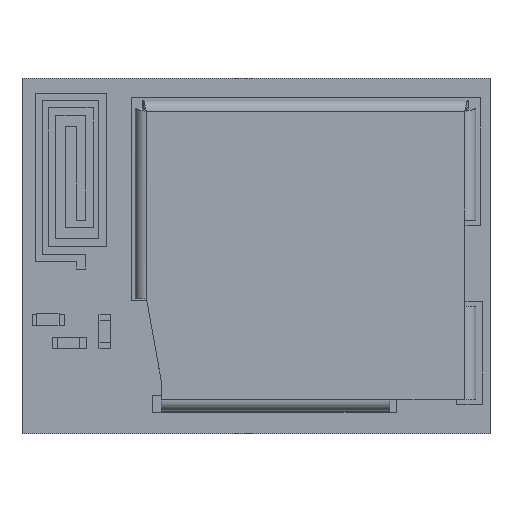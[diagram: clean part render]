
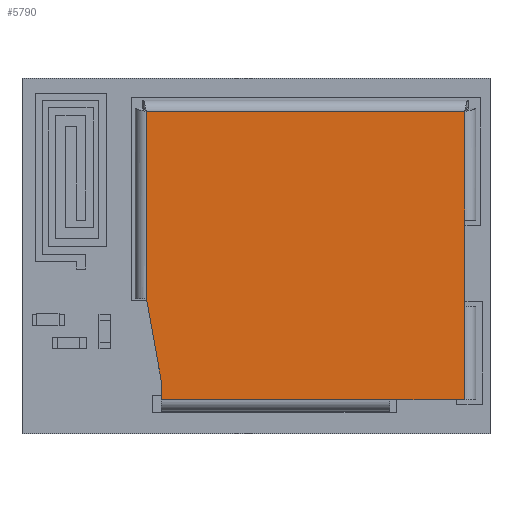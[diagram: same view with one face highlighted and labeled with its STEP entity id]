
A CAD part, top view. The second image highlights one B-rep face of the part: STEP entity #5790.
In plain terms, the highlighted face is planar.
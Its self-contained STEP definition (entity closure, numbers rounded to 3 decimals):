
#1226=ORIENTED_EDGE('',*,*,#1809,.T.);
#1227=ORIENTED_EDGE('',*,*,#1751,.T.);
#1228=ORIENTED_EDGE('',*,*,#1827,.T.);
#1229=ORIENTED_EDGE('',*,*,#1776,.T.);
#1230=ORIENTED_EDGE('',*,*,#1844,.F.);
#1231=ORIENTED_EDGE('',*,*,#1838,.T.);
#1232=ORIENTED_EDGE('',*,*,#1754,.F.);
#1233=ORIENTED_EDGE('',*,*,#1769,.T.);
#1234=ORIENTED_EDGE('',*,*,#1802,.T.);
#1751=EDGE_CURVE('',#2180,#2182,#2728,.T.);
#1754=EDGE_CURVE('',#2185,#2186,#2731,.T.);
#1769=EDGE_CURVE('',#2185,#2195,#2744,.T.);
#1776=EDGE_CURVE('',#2200,#2199,#2748,.T.);
#1802=EDGE_CURVE('',#2195,#2217,#2771,.T.);
#1809=EDGE_CURVE('',#2217,#2180,#2774,.T.);
#1827=EDGE_CURVE('',#2182,#2200,#2788,.T.);
#1838=EDGE_CURVE('',#2235,#2186,#2799,.T.);
#1844=EDGE_CURVE('',#2235,#2199,#2801,.T.);
#2180=VERTEX_POINT('',#8167);
#2182=VERTEX_POINT('',#8171);
#2185=VERTEX_POINT('',#8178);
#2186=VERTEX_POINT('',#8180);
#2195=VERTEX_POINT('',#8210);
#2199=VERTEX_POINT('',#8240);
#2200=VERTEX_POINT('',#8242);
#2217=VERTEX_POINT('',#8295);
#2235=VERTEX_POINT('',#8440);
#2728=LINE('',#8172,#3299);
#2731=LINE('',#8179,#3302);
#2744=LINE('',#8209,#3315);
#2748=LINE('',#8241,#3319);
#2771=LINE('',#8294,#3342);
#2774=LINE('',#8353,#3345);
#2788=LINE('',#8416,#3359);
#2799=LINE('',#8439,#3370);
#2801=LINE('',#8450,#3372);
#3299=VECTOR('',#6955,1000.);
#3302=VECTOR('',#6960,1000.);
#3315=VECTOR('',#6989,1000.);
#3319=VECTOR('',#6999,1000.);
#3342=VECTOR('',#7048,1000.);
#3345=VECTOR('',#7055,1000.);
#3359=VECTOR('',#7087,1000.);
#3370=VECTOR('',#7106,1000.);
#3372=VECTOR('',#7122,1000.);
#3656=EDGE_LOOP('',(#1226,#1227,#1228,#1229,#1230,#1231,#1232,#1233,#1234));
#3933=FACE_BOUND('',#3656,.T.);
#4163=PLANE('',#6062);
#5790=ADVANCED_FACE('',(#3933),#4163,.T.);
#6062=AXIS2_PLACEMENT_3D('',#8454,#7127,#7128);
#6955=DIRECTION('',(-0.984,0.,0.179));
#6960=DIRECTION('',(-1.,0.,0.));
#6989=DIRECTION('',(1.,0.,0.));
#6999=DIRECTION('',(0.,0.,1.));
#7048=DIRECTION('',(0.,0.,-1.));
#7055=DIRECTION('',(-1.,0.,0.));
#7087=DIRECTION('',(-1.,0.,0.));
#7106=DIRECTION('',(1.,0.,0.));
#7122=DIRECTION('',(0.,0.,-1.));
#7127=DIRECTION('',(0.,1.,0.));
#7128=DIRECTION('',(0.,0.,1.));
#8167=CARTESIAN_POINT('',(-1.15,0.,-4.25));
#8171=CARTESIAN_POINT('',(-3.35,0.,-3.85));
#8172=CARTESIAN_POINT('',(-0.785,0.,-4.316));
#8178=CARTESIAN_POINT('',(0.95,0.,4.25));
#8179=CARTESIAN_POINT('',(-1.35,0.,4.25));
#8180=CARTESIAN_POINT('',(-1.35,0.,4.25));
#8209=CARTESIAN_POINT('',(-3.85,0.,4.25));
#8210=CARTESIAN_POINT('',(3.85,0.,4.25));
#8240=CARTESIAN_POINT('',(-3.85,0.,2.25));
#8241=CARTESIAN_POINT('',(-3.85,0.,-3.85));
#8242=CARTESIAN_POINT('',(-3.85,0.,-3.85));
#8294=CARTESIAN_POINT('',(3.85,0.,4.25));
#8295=CARTESIAN_POINT('',(3.85,0.,-4.25));
#8353=CARTESIAN_POINT('',(3.85,0.,-4.25));
#8416=CARTESIAN_POINT('',(-4.15,0.,-3.85));
#8439=CARTESIAN_POINT('',(-3.85,0.,4.25));
#8440=CARTESIAN_POINT('',(-3.85,0.,4.25));
#8450=CARTESIAN_POINT('',(-3.85,0.,2.25));
#8454=CARTESIAN_POINT('',(0.,0.,0.));
